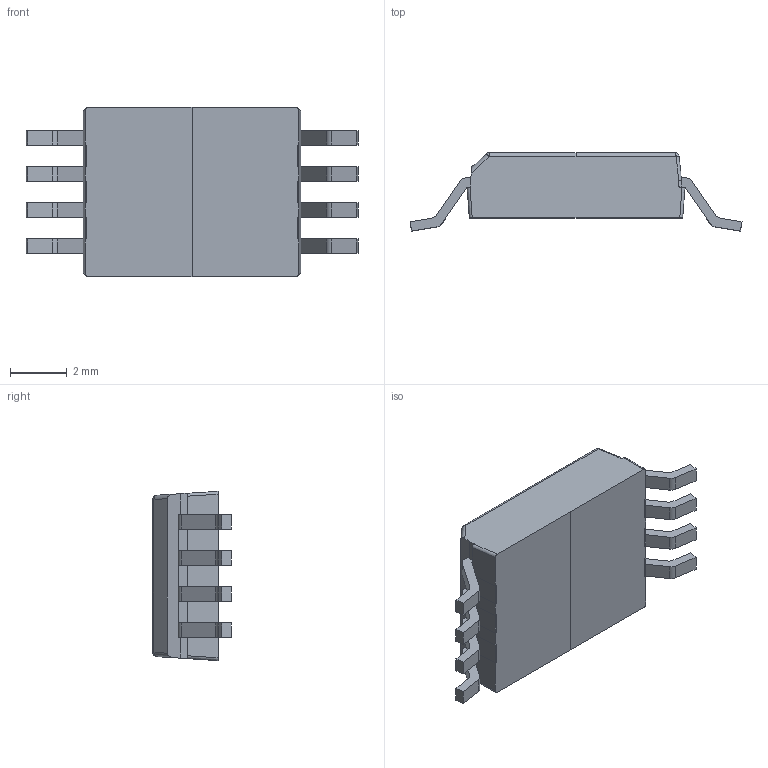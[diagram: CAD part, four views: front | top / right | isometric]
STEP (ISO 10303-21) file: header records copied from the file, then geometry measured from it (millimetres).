
FILE_DESCRIPTION(('FreeCAD Model'),'2;1');
FILE_NAME('Open CASCADE Shape Model','2021-03-07T15:44:19',('BT'),(''), 'Open CASCADE STEP processor 7.4','FreeCAD','Unknown');
FILE_SCHEMA(('AUTOMOTIVE_DESIGN { 1 0 10303 214 1 1 1 1 }'));
Length unit declared in the file: millimetre
Products named in the file (1): Fillet006
Bounding box: 11.68 x 2.75 x 5.95 mm (x, y, z)
Volume: 102.1 mm3; surface area: 182.2 mm2
Topology: 1 solids, 1 shells, 179 faces, 482 edges, 302 vertices
Faces by surface type: plane 132, cylinder 40, bspline 5, sphere 2
Full cylindrical faces by diameter (mm): 0.603 x1
Entity records: 6176 total; most frequent: CARTESIAN_POINT 1172, ORIENTED_EDGE 956, DIRECTION 884, EDGE_CURVE 478, LINE 392, VECTOR 392, VERTEX_POINT 302, AXIS2_PLACEMENT_3D 246
